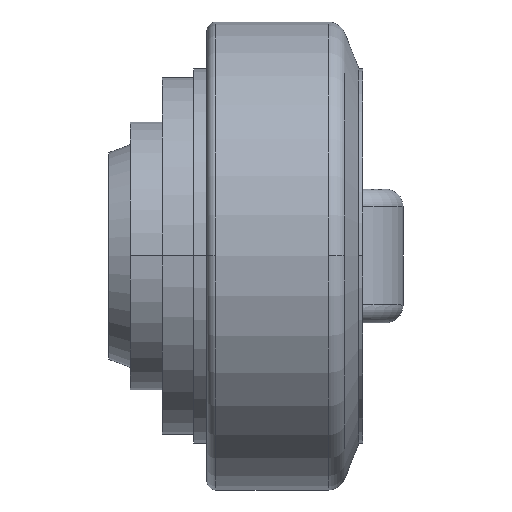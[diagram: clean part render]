
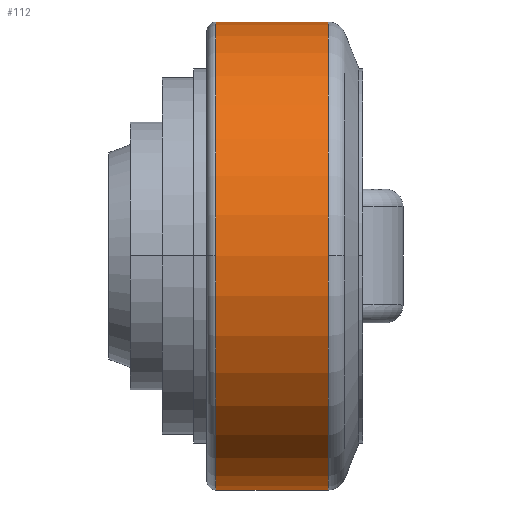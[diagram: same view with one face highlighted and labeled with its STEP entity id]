
A CAD part, top view. The second image highlights one B-rep face of the part: STEP entity #112.
In plain terms, the highlighted cylindrical face has radius 26.25 mm (diameter 52.5 mm), a partial arc.
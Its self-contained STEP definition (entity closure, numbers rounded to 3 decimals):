
#112=ADVANCED_FACE('',(#199),#200,.T.);
#199=FACE_OUTER_BOUND('',#295,.T.);
#200=CYLINDRICAL_SURFACE('',#296,26.25);
#295=EDGE_LOOP('',(#607,#608,#609,#610,#611,#612));
#296=AXIS2_PLACEMENT_3D('',#613,#614,#615);
#607=ORIENTED_EDGE('',*,*,#682,.T.);
#608=ORIENTED_EDGE('',*,*,#677,.F.);
#609=ORIENTED_EDGE('',*,*,#766,.F.);
#610=ORIENTED_EDGE('',*,*,#685,.T.);
#611=ORIENTED_EDGE('',*,*,#765,.T.);
#612=ORIENTED_EDGE('',*,*,#688,.T.);
#613=CARTESIAN_POINT('',(12.3,0.0,0.));
#614=DIRECTION('',(1.0,0.0,0.));
#615=DIRECTION('',(0.0,1.0,0.0));
#677=EDGE_CURVE('',#796,#799,#800,.T.);
#682=EDGE_CURVE('',#808,#799,#809,.T.);
#685=EDGE_CURVE('',#814,#812,#815,.T.);
#688=EDGE_CURVE('',#819,#808,#820,.T.);
#765=EDGE_CURVE('',#812,#819,#944,.T.);
#766=EDGE_CURVE('',#814,#796,#945,.T.);
#796=VERTEX_POINT('',#981);
#799=VERTEX_POINT('',#984);
#800=CIRCLE('',#985,26.25);
#808=VERTEX_POINT('',#993);
#809=LINE('',#994,#995);
#812=VERTEX_POINT('',#998);
#814=VERTEX_POINT('',#1000);
#815=LINE('',#1001,#1002);
#819=VERTEX_POINT('',#1006);
#820=CIRCLE('',#1007,26.25);
#944=CIRCLE('',#1452,26.25);
#945=CIRCLE('',#1453,26.25);
#981=CARTESIAN_POINT('',(6.0,0.,26.25));
#984=CARTESIAN_POINT('',(6.0,26.25,0.));
#985=AXIS2_PLACEMENT_3D('',#1486,#1487,#1488);
#993=CARTESIAN_POINT('',(18.6,26.25,0.0));
#994=CARTESIAN_POINT('',(12.3,26.25,0.));
#995=VECTOR('',#1501,1.0);
#998=CARTESIAN_POINT('',(18.6,-26.25,0.));
#1000=CARTESIAN_POINT('',(6.0,-26.25,0.));
#1001=CARTESIAN_POINT('',(12.3,-26.25,0.));
#1002=VECTOR('',#1508,1.0);
#1006=CARTESIAN_POINT('',(18.6,0.,26.25));
#1007=AXIS2_PLACEMENT_3D('',#1515,#1516,#1517);
#1452=AXIS2_PLACEMENT_3D('',#1652,#1653,#1654);
#1453=AXIS2_PLACEMENT_3D('',#1655,#1656,#1657);
#1486=CARTESIAN_POINT('',(6.0,0.0,0.));
#1487=DIRECTION('',(-1.0,0.0,0.));
#1488=DIRECTION('',(0.0,1.0,0.0));
#1501=DIRECTION('',(-1.0,0.0,0.));
#1508=DIRECTION('',(1.0,0.0,0.));
#1515=CARTESIAN_POINT('',(18.6,0.0,0.0));
#1516=DIRECTION('',(-1.0,0.0,0.));
#1517=DIRECTION('',(0.0,1.0,0.0));
#1652=CARTESIAN_POINT('',(18.6,0.0,0.0));
#1653=DIRECTION('',(-1.0,0.0,0.));
#1654=DIRECTION('',(0.0,1.0,0.0));
#1655=CARTESIAN_POINT('',(6.0,0.0,0.));
#1656=DIRECTION('',(-1.0,0.0,0.));
#1657=DIRECTION('',(0.0,1.0,0.0));
